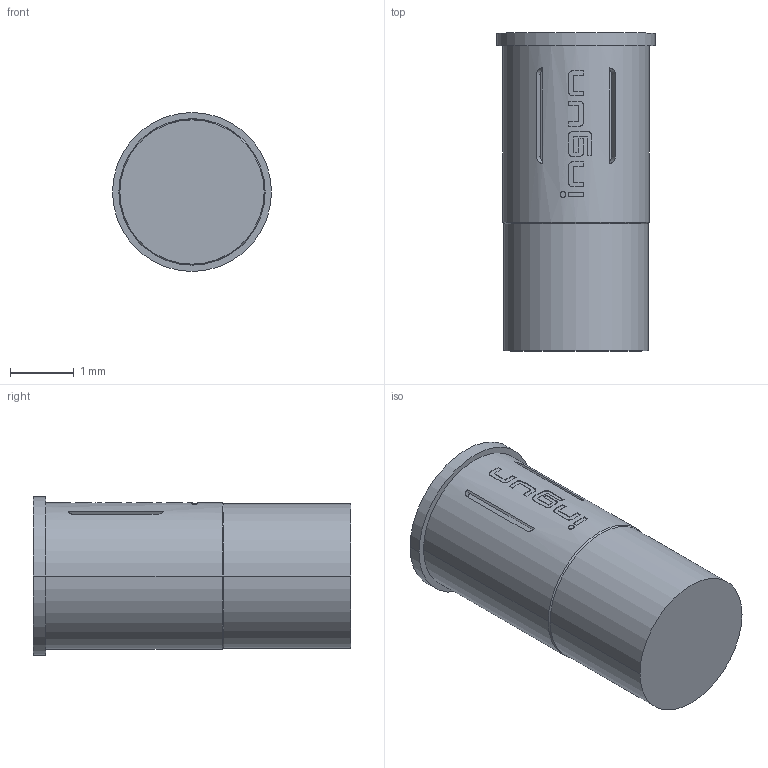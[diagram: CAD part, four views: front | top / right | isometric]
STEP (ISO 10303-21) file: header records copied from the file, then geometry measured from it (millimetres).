
FILE_DESCRIPTION (( 'STEP AP203' ), '1' );
FILE_NAME ('INGUN_KS-967_50.STEP', '2022-02-09T05:39:28', ( 'ochi' ), ( '' ), 'SwSTEP 2.0', 'SolidWorks 2018', '' );
FILE_SCHEMA (( 'CONFIG_CONTROL_DESIGN' ));
Length unit declared in the file: millimetre
Products named in the file (1): INGUN_KS-967_50
Bounding box: 2.5 x 5 x 2.5 mm (x, y, z)
Volume: 20.7 mm3; surface area: 46.6 mm2
Topology: 1 solids, 1 shells, 89 faces, 230 edges, 152 vertices
Faces by surface type: plane 47, bspline 22, cylinder 18, cone 2
Entity records: 3047 total; most frequent: CARTESIAN_POINT 992, ORIENTED_EDGE 460, DIRECTION 324, EDGE_CURVE 230, VERTEX_POINT 152, AXIS2_PLACEMENT_3D 120, EDGE_LOOP 98, B_SPLINE_CURVE_WITH_KNOTS 94
